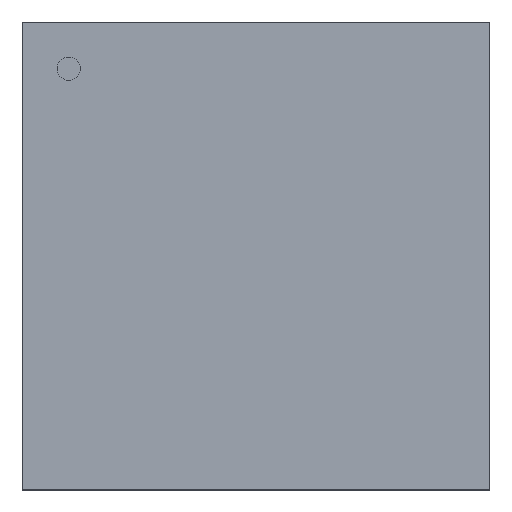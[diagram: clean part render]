
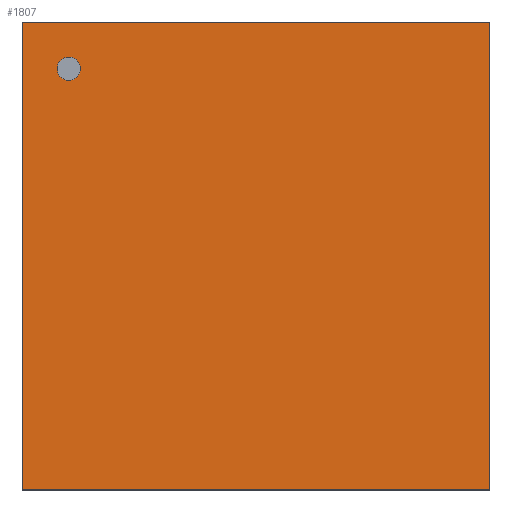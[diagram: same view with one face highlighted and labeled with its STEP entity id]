
A CAD part, top view. The second image highlights one B-rep face of the part: STEP entity #1807.
In plain terms, the highlighted planar face has unit normal (0, 0, 1).
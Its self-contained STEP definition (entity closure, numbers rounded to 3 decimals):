
#1583=CARTESIAN_POINT('',(2.578,-2.578,0.61));
#1582=VERTEX_POINT('',#1583);
#1593=CARTESIAN_POINT('',(-2.578,-2.578,0.61));
#1592=VERTEX_POINT('',#1593);
#1591=EDGE_CURVE('',#1592,#1582,#1596,.T.);
#1596=LINE('',#1593,#1598);
#1598=VECTOR('',#1599,5.156);
#1599=DIRECTION('',(1.0,0.0,0.0));
#1632=CARTESIAN_POINT('',(2.578,2.578,0.61));
#1631=VERTEX_POINT('',#1632);
#1640=EDGE_CURVE('',#1582,#1631,#1645,.T.);
#1645=LINE('',#1583,#1647);
#1647=VECTOR('',#1648,5.156);
#1648=DIRECTION('',(0.0,1.0,0.0));
#1681=CARTESIAN_POINT('',(-2.578,2.578,0.61));
#1680=VERTEX_POINT('',#1681);
#1689=EDGE_CURVE('',#1631,#1680,#1694,.T.);
#1694=LINE('',#1632,#1696);
#1696=VECTOR('',#1697,5.156);
#1697=DIRECTION('',(-1.0,0.0,0.0));
#1738=EDGE_CURVE('',#1680,#1592,#1743,.T.);
#1743=LINE('',#1681,#1745);
#1745=VECTOR('',#1746,5.156);
#1746=DIRECTION('',(0.0,-1.0,0.0));
#1807=ADVANCED_FACE('',(#1813),#1808,.T.);
#1808=PLANE('',#1809);
#1809=AXIS2_PLACEMENT_3D('',#1810,#1811,#1812);
#1810=CARTESIAN_POINT('',(-2.578,-2.578,0.61));
#1811=DIRECTION('',(0.0,0.0,1.0));
#1812=DIRECTION('',(0.,1.,0.));
#1813=FACE_OUTER_BOUND('',#1814,.T.);
#1814=EDGE_LOOP('',(#1815,#1825,#1835,#1845));
#1815=ORIENTED_EDGE('',*,*,#1591,.T.);
#1825=ORIENTED_EDGE('',*,*,#1640,.T.);
#1835=ORIENTED_EDGE('',*,*,#1689,.T.);
#1845=ORIENTED_EDGE('',*,*,#1738,.T.);
